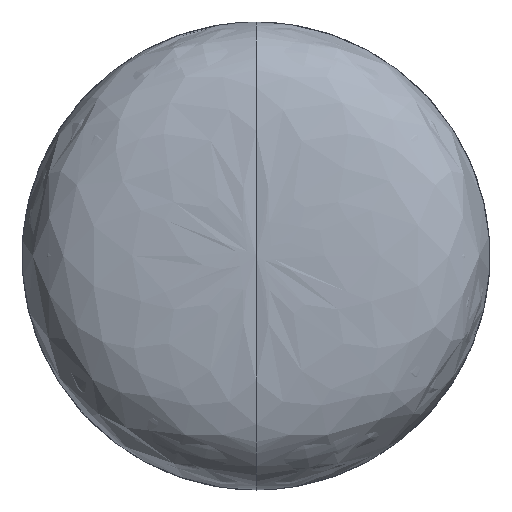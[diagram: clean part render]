
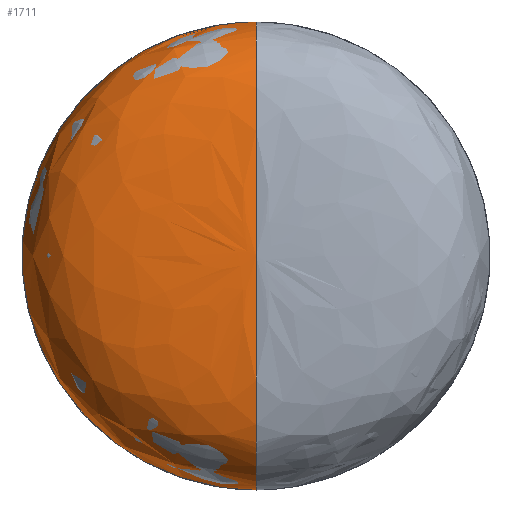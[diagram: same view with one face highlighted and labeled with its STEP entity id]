
A CAD part, top view. The second image highlights one B-rep face of the part: STEP entity #1711.
In plain terms, the highlighted free-form (B-spline) face has degree [2, 2] with [4, 5] control points.
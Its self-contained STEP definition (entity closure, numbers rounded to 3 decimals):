
#1711=ADVANCED_FACE('',(#1911),#3925,.T.);
#1911=FACE_OUTER_BOUND('',#2093,.T.);
#2093=EDGE_LOOP('',(#2622,#2623,#2624));
#2622=ORIENTED_EDGE('',*,*,#3054,.T.);
#2623=ORIENTED_EDGE('',*,*,#3057,.F.);
#2624=ORIENTED_EDGE('',*,*,#3056,.F.);
#3054=EDGE_CURVE('',#3735,#3736,#3259,.T.);
#3056=EDGE_CURVE('',#3735,#3737,#3260,.T.);
#3057=EDGE_CURVE('',#3737,#3736,#3477,.T.);
#3259=B_SPLINE_CURVE_WITH_KNOTS('',2,(#8086,#8087,#8088,#8089),
 .UNSPECIFIED.,.F.,.F.,(3,1,3),(0.,96.558,190.852),
 .UNSPECIFIED.);
#3260=B_SPLINE_CURVE_WITH_KNOTS('',2,(#8095,#8096,#8097,#8098),
 .UNSPECIFIED.,.F.,.F.,(3,1,3),(0.,96.558,190.852),
 .UNSPECIFIED.);
#3477=(
BOUNDED_CURVE()
B_SPLINE_CURVE(2,(#8099,#8100,#8101,#8102,#8103),.UNSPECIFIED.,.F.,.F.)
B_SPLINE_CURVE_WITH_KNOTS((3,2,3),(-494.753,-247.376,
0.),.UNSPECIFIED.)
CURVE()
GEOMETRIC_REPRESENTATION_ITEM()
RATIONAL_B_SPLINE_CURVE((1.,0.707,1.,0.707,1.))
REPRESENTATION_ITEM('')
);
#3735=VERTEX_POINT('',#8083);
#3736=VERTEX_POINT('',#8084);
#3737=VERTEX_POINT('',#8085);
#3925=(
BOUNDED_SURFACE()
B_SPLINE_SURFACE(2,2,((#8043,#8044,#8045,#8046,#8047),(#8048,#8049,#8050,
#8051,#8052),(#8053,#8054,#8055,#8056,#8057),(#8058,#8059,#8060,#8061,#8062)),
 .UNSPECIFIED.,.F.,.F.,.F.)
B_SPLINE_SURFACE_WITH_KNOTS((3,1,3),(3,2,3),(0.,96.558,190.852),
(0.,247.376,494.753),.UNSPECIFIED.)
GEOMETRIC_REPRESENTATION_ITEM()
RATIONAL_B_SPLINE_SURFACE(((1.,0.707,1.,0.707,1.),
(1.,0.707,1.,0.707,1.),(1.,0.707,1.,
0.707,1.),(1.,0.707,1.,0.707,1.)))
REPRESENTATION_ITEM('')
SURFACE()
);
#8043=CARTESIAN_POINT('',(0.,0.,449.02));
#8044=CARTESIAN_POINT('',(0.,0.,449.02));
#8045=CARTESIAN_POINT('',(0.,0.,449.02));
#8046=CARTESIAN_POINT('',(0.,0.,449.02));
#8047=CARTESIAN_POINT('',(0.,0.,449.02));
#8048=CARTESIAN_POINT('',(0.,101.902,449.02));
#8049=CARTESIAN_POINT('',(-101.902,101.902,449.02));
#8050=CARTESIAN_POINT('',(-101.902,0.,449.02));
#8051=CARTESIAN_POINT('',(-101.902,-101.902,449.02));
#8052=CARTESIAN_POINT('',(0.,-101.902,449.02));
#8053=CARTESIAN_POINT('',(0.,156.848,414.234));
#8054=CARTESIAN_POINT('',(-156.848,156.848,414.234));
#8055=CARTESIAN_POINT('',(-156.848,0.,414.234));
#8056=CARTESIAN_POINT('',(-156.848,-156.848,414.234));
#8057=CARTESIAN_POINT('',(0.,-156.848,414.234));
#8058=CARTESIAN_POINT('',(0.,157.485,382.55));
#8059=CARTESIAN_POINT('',(-157.485,157.485,382.55));
#8060=CARTESIAN_POINT('',(-157.485,0.,382.55));
#8061=CARTESIAN_POINT('',(-157.485,-157.485,382.55));
#8062=CARTESIAN_POINT('',(0.,-157.485,382.55));
#8083=CARTESIAN_POINT('',(0.,0.,449.02));
#8084=CARTESIAN_POINT('',(0.,157.485,382.55));
#8085=CARTESIAN_POINT('',(0.,-157.485,382.55));
#8086=CARTESIAN_POINT('',(0.,0.,449.02));
#8087=CARTESIAN_POINT('',(0.,101.902,449.02));
#8088=CARTESIAN_POINT('',(0.,156.848,414.234));
#8089=CARTESIAN_POINT('',(0.,157.485,382.55));
#8095=CARTESIAN_POINT('',(0.,0.,449.02));
#8096=CARTESIAN_POINT('',(0.,-101.902,449.02));
#8097=CARTESIAN_POINT('',(0.,-156.848,414.234));
#8098=CARTESIAN_POINT('',(0.,-157.485,382.55));
#8099=CARTESIAN_POINT('',(0.,-157.485,382.55));
#8100=CARTESIAN_POINT('',(-157.485,-157.485,382.55));
#8101=CARTESIAN_POINT('',(-157.485,0.,382.55));
#8102=CARTESIAN_POINT('',(-157.485,157.485,382.55));
#8103=CARTESIAN_POINT('',(0.,157.485,382.55));
